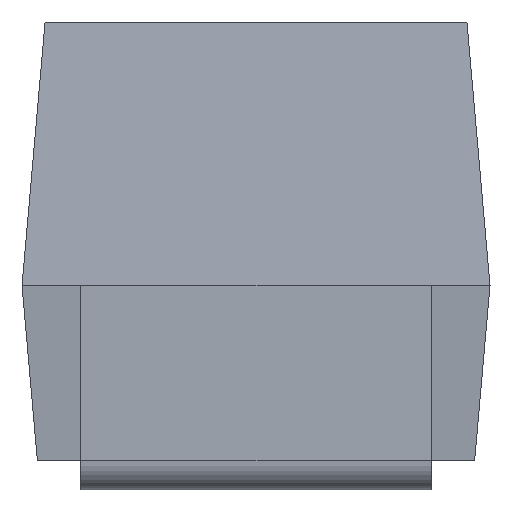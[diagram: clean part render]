
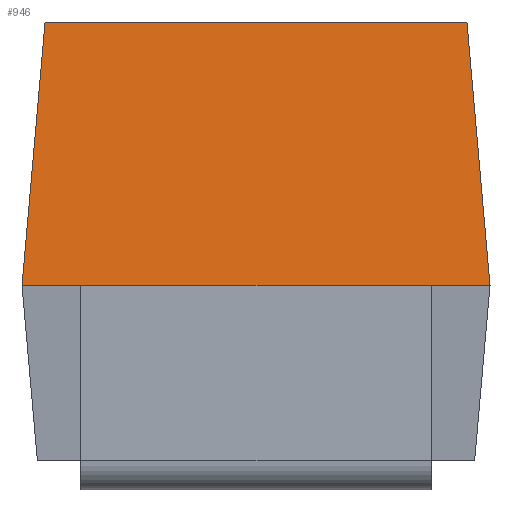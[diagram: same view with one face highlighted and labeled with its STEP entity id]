
A CAD part, left-side view. The second image highlights one B-rep face of the part: STEP entity #946.
In plain terms, the highlighted planar face has unit normal (-0.996, 0, 0.087).
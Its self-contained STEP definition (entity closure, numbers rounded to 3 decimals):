
#424 = PLANE('',#425);
#425 = AXIS2_PLACEMENT_3D('',#426,#427,#428);
#426 = CARTESIAN_POINT('',(-1.6,0.8,0.7));
#427 = DIRECTION('',(0.,-0.996,-0.087));
#428 = DIRECTION('',(0.,0.087,-0.996));
#468 = VERTEX_POINT('',#469);
#469 = CARTESIAN_POINT('',(-1.6,0.6,0.7));
#476 = PLANE('',#477);
#477 = AXIS2_PLACEMENT_3D('',#478,#479,#480);
#478 = CARTESIAN_POINT('',(-1.5,0.8,0.7));
#479 = DIRECTION('',(0.,0.,1.));
#480 = DIRECTION('',(1.,0.,0.));
#495 = EDGE_CURVE('',#496,#468,#498,.T.);
#496 = VERTEX_POINT('',#497);
#497 = CARTESIAN_POINT('',(-1.6,0.8,0.7));
#498 = SURFACE_CURVE('',#499,(#503,#510),.PCURVE_S1.);
#499 = LINE('',#500,#501);
#500 = CARTESIAN_POINT('',(-1.6,0.8,0.7));
#501 = VECTOR('',#502,1.);
#502 = DIRECTION('',(0.,-1.,0.));
#503 = PCURVE('',#476,#504);
#504 = DEFINITIONAL_REPRESENTATION('',(#505),#509);
#505 = LINE('',#506,#507);
#506 = CARTESIAN_POINT('',(-0.1,0.));
#507 = VECTOR('',#508,1.);
#508 = DIRECTION('',(0.,-1.));
#509 = ( GEOMETRIC_REPRESENTATION_CONTEXT(2) 
PARAMETRIC_REPRESENTATION_CONTEXT() REPRESENTATION_CONTEXT('2D SPACE',''
  ) );
#510 = PCURVE('',#511,#516);
#511 = PLANE('',#512);
#512 = AXIS2_PLACEMENT_3D('',#513,#514,#515);
#513 = CARTESIAN_POINT('',(-1.6,0.8,0.7));
#514 = DIRECTION('',(0.996,0.,-0.087));
#515 = DIRECTION('',(-0.087,0.,-0.996));
#516 = DEFINITIONAL_REPRESENTATION('',(#517),#521);
#517 = LINE('',#518,#519);
#518 = CARTESIAN_POINT('',(0.,0.));
#519 = VECTOR('',#520,1.);
#520 = DIRECTION('',(0.,-1.));
#521 = ( GEOMETRIC_REPRESENTATION_CONTEXT(2) 
PARAMETRIC_REPRESENTATION_CONTEXT() REPRESENTATION_CONTEXT('2D SPACE',''
  ) );
#571 = VERTEX_POINT('',#572);
#572 = CARTESIAN_POINT('',(-1.521,-0.721,1.6));
#581 = PLANE('',#582);
#582 = AXIS2_PLACEMENT_3D('',#583,#584,#585);
#583 = CARTESIAN_POINT('',(0.,0.,1.6));
#584 = DIRECTION('',(0.,0.,1.));
#585 = DIRECTION('',(1.,0.,0.));
#593 = PLANE('',#594);
#594 = AXIS2_PLACEMENT_3D('',#595,#596,#597);
#595 = CARTESIAN_POINT('',(-1.6,-0.8,0.7));
#596 = DIRECTION('',(0.,0.996,-0.087));
#597 = DIRECTION('',(0.,0.087,0.996));
#629 = VERTEX_POINT('',#630);
#630 = CARTESIAN_POINT('',(-1.521,0.721,1.6));
#651 = EDGE_CURVE('',#629,#571,#652,.T.);
#652 = SURFACE_CURVE('',#653,(#657,#664),.PCURVE_S1.);
#653 = LINE('',#654,#655);
#654 = CARTESIAN_POINT('',(-1.521,0.8,1.6));
#655 = VECTOR('',#656,1.);
#656 = DIRECTION('',(0.,-1.,0.));
#657 = PCURVE('',#581,#658);
#658 = DEFINITIONAL_REPRESENTATION('',(#659),#663);
#659 = LINE('',#660,#661);
#660 = CARTESIAN_POINT('',(-1.521,0.8));
#661 = VECTOR('',#662,1.);
#662 = DIRECTION('',(0.,-1.));
#663 = ( GEOMETRIC_REPRESENTATION_CONTEXT(2) 
PARAMETRIC_REPRESENTATION_CONTEXT() REPRESENTATION_CONTEXT('2D SPACE',''
  ) );
#664 = PCURVE('',#511,#665);
#665 = DEFINITIONAL_REPRESENTATION('',(#666),#670);
#666 = LINE('',#667,#668);
#667 = CARTESIAN_POINT('',(-0.903,0.));
#668 = VECTOR('',#669,1.);
#669 = DIRECTION('',(0.,-1.));
#670 = ( GEOMETRIC_REPRESENTATION_CONTEXT(2) 
PARAMETRIC_REPRESENTATION_CONTEXT() REPRESENTATION_CONTEXT('2D SPACE',''
  ) );
#946 = ADVANCED_FACE('',(#947),#511,.F.);
#947 = FACE_BOUND('',#948,.T.);
#948 = EDGE_LOOP('',(#949,#950,#978,#1006,#1027,#1028));
#949 = ORIENTED_EDGE('',*,*,#495,.T.);
#950 = ORIENTED_EDGE('',*,*,#951,.T.);
#951 = EDGE_CURVE('',#468,#952,#954,.T.);
#952 = VERTEX_POINT('',#953);
#953 = CARTESIAN_POINT('',(-1.6,-0.6,0.7));
#954 = SURFACE_CURVE('',#955,(#959,#966),.PCURVE_S1.);
#955 = LINE('',#956,#957);
#956 = CARTESIAN_POINT('',(-1.6,0.6,0.7));
#957 = VECTOR('',#958,1.);
#958 = DIRECTION('',(0.,-1.,0.));
#959 = PCURVE('',#511,#960);
#960 = DEFINITIONAL_REPRESENTATION('',(#961),#965);
#961 = LINE('',#962,#963);
#962 = CARTESIAN_POINT('',(0.,-0.2));
#963 = VECTOR('',#964,1.);
#964 = DIRECTION('',(0.,-1.));
#965 = ( GEOMETRIC_REPRESENTATION_CONTEXT(2) 
PARAMETRIC_REPRESENTATION_CONTEXT() REPRESENTATION_CONTEXT('2D SPACE',''
  ) );
#966 = PCURVE('',#967,#972);
#967 = PLANE('',#968);
#968 = AXIS2_PLACEMENT_3D('',#969,#970,#971);
#969 = CARTESIAN_POINT('',(-1.6,0.6,0.7));
#970 = DIRECTION('',(-1.,0.,0.));
#971 = DIRECTION('',(0.,0.,1.));
#972 = DEFINITIONAL_REPRESENTATION('',(#973),#977);
#973 = LINE('',#974,#975);
#974 = CARTESIAN_POINT('',(0.,0.));
#975 = VECTOR('',#976,1.);
#976 = DIRECTION('',(0.,-1.));
#977 = ( GEOMETRIC_REPRESENTATION_CONTEXT(2) 
PARAMETRIC_REPRESENTATION_CONTEXT() REPRESENTATION_CONTEXT('2D SPACE',''
  ) );
#978 = ORIENTED_EDGE('',*,*,#979,.T.);
#979 = EDGE_CURVE('',#952,#980,#982,.T.);
#980 = VERTEX_POINT('',#981);
#981 = CARTESIAN_POINT('',(-1.6,-0.8,0.7));
#982 = SURFACE_CURVE('',#983,(#987,#994),.PCURVE_S1.);
#983 = LINE('',#984,#985);
#984 = CARTESIAN_POINT('',(-1.6,0.8,0.7));
#985 = VECTOR('',#986,1.);
#986 = DIRECTION('',(0.,-1.,0.));
#987 = PCURVE('',#511,#988);
#988 = DEFINITIONAL_REPRESENTATION('',(#989),#993);
#989 = LINE('',#990,#991);
#990 = CARTESIAN_POINT('',(0.,0.));
#991 = VECTOR('',#992,1.);
#992 = DIRECTION('',(0.,-1.));
#993 = ( GEOMETRIC_REPRESENTATION_CONTEXT(2) 
PARAMETRIC_REPRESENTATION_CONTEXT() REPRESENTATION_CONTEXT('2D SPACE',''
  ) );
#994 = PCURVE('',#995,#1000);
#995 = PLANE('',#996);
#996 = AXIS2_PLACEMENT_3D('',#997,#998,#999);
#997 = CARTESIAN_POINT('',(-1.5,0.8,0.7));
#998 = DIRECTION('',(0.,0.,1.));
#999 = DIRECTION('',(1.,0.,0.));
#1000 = DEFINITIONAL_REPRESENTATION('',(#1001),#1005);
#1001 = LINE('',#1002,#1003);
#1002 = CARTESIAN_POINT('',(-0.1,0.));
#1003 = VECTOR('',#1004,1.);
#1004 = DIRECTION('',(0.,-1.));
#1005 = ( GEOMETRIC_REPRESENTATION_CONTEXT(2) 
PARAMETRIC_REPRESENTATION_CONTEXT() REPRESENTATION_CONTEXT('2D SPACE',''
  ) );
#1006 = ORIENTED_EDGE('',*,*,#1007,.T.);
#1007 = EDGE_CURVE('',#980,#571,#1008,.T.);
#1008 = SURFACE_CURVE('',#1009,(#1013,#1020),.PCURVE_S1.);
#1009 = LINE('',#1010,#1011);
#1010 = CARTESIAN_POINT('',(-1.588,-0.788,
    0.838));
#1011 = VECTOR('',#1012,1.);
#1012 = DIRECTION('',(0.087,0.087,
    0.992));
#1013 = PCURVE('',#511,#1014);
#1014 = DEFINITIONAL_REPRESENTATION('',(#1015),#1019);
#1015 = LINE('',#1016,#1017);
#1016 = CARTESIAN_POINT('',(-0.138,-1.588));
#1017 = VECTOR('',#1018,1.);
#1018 = DIRECTION('',(-0.996,0.087));
#1019 = ( GEOMETRIC_REPRESENTATION_CONTEXT(2) 
PARAMETRIC_REPRESENTATION_CONTEXT() REPRESENTATION_CONTEXT('2D SPACE',''
  ) );
#1020 = PCURVE('',#593,#1021);
#1021 = DEFINITIONAL_REPRESENTATION('',(#1022),#1026);
#1022 = LINE('',#1023,#1024);
#1023 = CARTESIAN_POINT('',(0.138,0.012));
#1024 = VECTOR('',#1025,1.);
#1025 = DIRECTION('',(0.996,0.087));
#1026 = ( GEOMETRIC_REPRESENTATION_CONTEXT(2) 
PARAMETRIC_REPRESENTATION_CONTEXT() REPRESENTATION_CONTEXT('2D SPACE',''
  ) );
#1027 = ORIENTED_EDGE('',*,*,#651,.F.);
#1028 = ORIENTED_EDGE('',*,*,#1029,.T.);
#1029 = EDGE_CURVE('',#629,#496,#1030,.T.);
#1030 = SURFACE_CURVE('',#1031,(#1035,#1042),.PCURVE_S1.);
#1031 = LINE('',#1032,#1033);
#1032 = CARTESIAN_POINT('',(-1.6,0.8,0.7));
#1033 = VECTOR('',#1034,1.);
#1034 = DIRECTION('',(-0.087,0.087,
    -0.992));
#1035 = PCURVE('',#511,#1036);
#1036 = DEFINITIONAL_REPRESENTATION('',(#1037),#1041);
#1037 = LINE('',#1038,#1039);
#1038 = CARTESIAN_POINT('',(0.,0.));
#1039 = VECTOR('',#1040,1.);
#1040 = DIRECTION('',(0.996,0.087));
#1041 = ( GEOMETRIC_REPRESENTATION_CONTEXT(2) 
PARAMETRIC_REPRESENTATION_CONTEXT() REPRESENTATION_CONTEXT('2D SPACE',''
  ) );
#1042 = PCURVE('',#424,#1043);
#1043 = DEFINITIONAL_REPRESENTATION('',(#1044),#1048);
#1044 = LINE('',#1045,#1046);
#1045 = CARTESIAN_POINT('',(0.,0.));
#1046 = VECTOR('',#1047,1.);
#1047 = DIRECTION('',(0.996,-0.087));
#1048 = ( GEOMETRIC_REPRESENTATION_CONTEXT(2) 
PARAMETRIC_REPRESENTATION_CONTEXT() REPRESENTATION_CONTEXT('2D SPACE',''
  ) );
